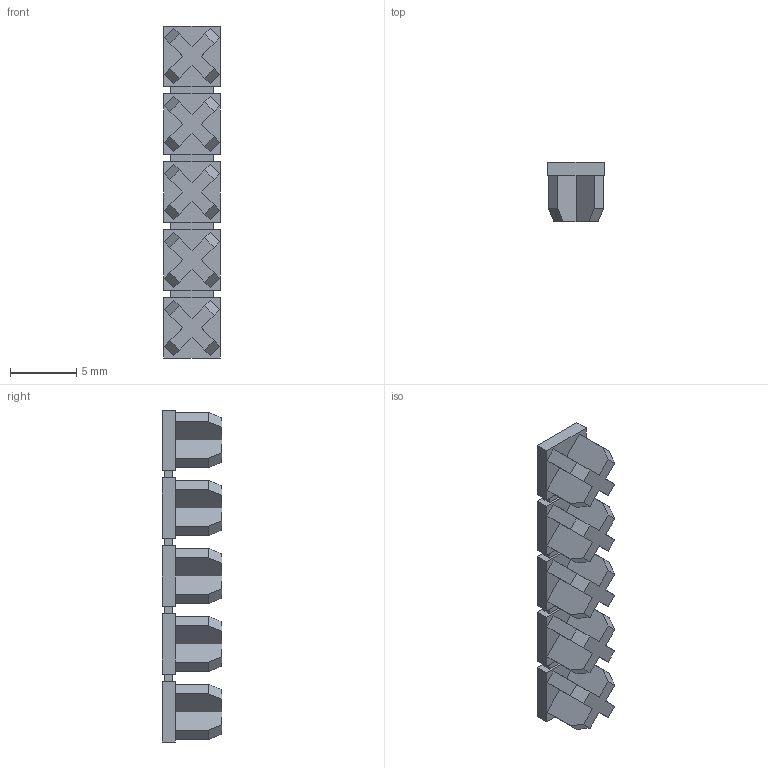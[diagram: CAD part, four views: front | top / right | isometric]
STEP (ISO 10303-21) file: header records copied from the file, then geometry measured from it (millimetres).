
FILE_DESCRIPTION(('SolidDesigner STEP Export'),'2;1');
FILE_NAME('3030941_WST_2.5-select.stp','2014-11-08T11:55:43',(''),(''),'Creo Elements/Direct Modeling STEP processor for AP214 (Solid Model)','Creo Elements/Direct Modeling 18.1 06-May-2012 (C) Parametric Technology GmbH','');
FILE_SCHEMA(('AUTOMOTIVE_DESIGN { 1 0 10303 214 1 1 1 1 }'));
Length unit declared in the file: millimetre
Products named in the file (2): 3030941_WST_2.5-select
Assembly tree (1 placements, depth 2):
  3030941_WST_2.5-select
    3030941_WST_2.5-select
Bounding box: 4.25 x 4.5 x 25.15 mm (x, y, z)
Volume: 249.6 mm3; surface area: 607.3 mm2
Topology: 1 solids, 1 shells, 131 faces, 348 edges, 232 vertices
Faces by surface type: plane 131
Entity records: 5055 total; most frequent: CARTESIAN_POINT 709, ORIENTED_EDGE 696, DIRECTION 606, VECTOR 348, LINE 348, EDGE_CURVE 348, VERTEX_POINT 232, EDGE_LOOP 144
